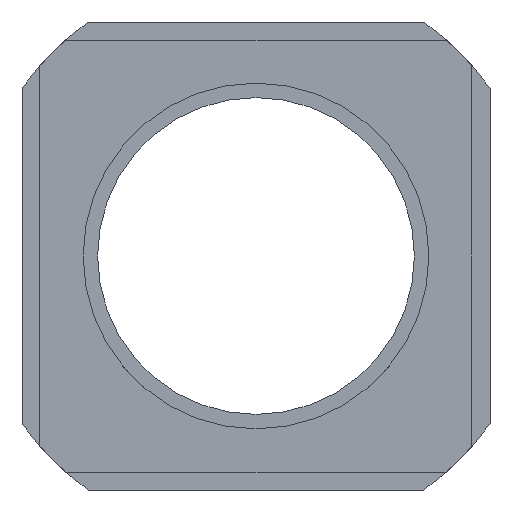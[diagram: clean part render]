
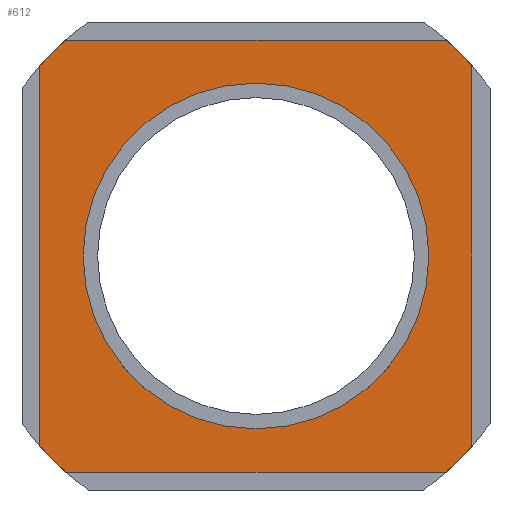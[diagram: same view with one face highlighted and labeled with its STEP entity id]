
A CAD part, left-side view. The second image highlights one B-rep face of the part: STEP entity #612.
In plain terms, the highlighted planar face has unit normal (-1, 0, 0).
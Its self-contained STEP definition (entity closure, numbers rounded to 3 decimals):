
#23=LINE($,#887,#55);
#27=LINE($,#896,#59);
#31=LINE($,#905,#63);
#35=LINE($,#914,#67);
#55=VECTOR($,#716,52.915);
#59=VECTOR($,#722,52.915);
#63=VECTOR($,#728,52.915);
#67=VECTOR($,#734,52.915);
#118=PLANE($,#683);
#153=FACE_BOUND($,#254,.T.);
#154=FACE_BOUND($,#255,.T.);
#254=EDGE_LOOP($,(#558));
#255=EDGE_LOOP($,(#559,#560,#561,#562,#563,#564,#565,#566));
#269=CIRCLE($,#634,40.);
#271=CIRCLE($,#637,40.);
#273=CIRCLE($,#640,40.);
#295=CIRCLE($,#684,24.);
#296=CIRCLE($,#685,40.);
#305=VERTEX_POINT($,#884);
#306=VERTEX_POINT($,#886);
#309=VERTEX_POINT($,#893);
#310=VERTEX_POINT($,#895);
#313=VERTEX_POINT($,#902);
#314=VERTEX_POINT($,#904);
#317=VERTEX_POINT($,#911);
#318=VERTEX_POINT($,#913);
#354=VERTEX_POINT($,#1306);
#363=EDGE_CURVE($,#306,#305,#23,.T.);
#367=EDGE_CURVE($,#310,#309,#27,.T.);
#371=EDGE_CURVE($,#314,#313,#31,.T.);
#375=EDGE_CURVE($,#318,#317,#35,.T.);
#377=EDGE_CURVE($,#314,#317,#269,.T.);
#379=EDGE_CURVE($,#310,#313,#271,.T.);
#381=EDGE_CURVE($,#306,#309,#273,.T.);
#427=EDGE_CURVE($,#354,#354,#295,.T.);
#428=EDGE_CURVE($,#318,#305,#296,.T.);
#558=ORIENTED_EDGE($,*,*,#427,.T.);
#559=ORIENTED_EDGE($,*,*,#363,.T.);
#560=ORIENTED_EDGE($,*,*,#428,.F.);
#561=ORIENTED_EDGE($,*,*,#375,.T.);
#562=ORIENTED_EDGE($,*,*,#377,.F.);
#563=ORIENTED_EDGE($,*,*,#371,.T.);
#564=ORIENTED_EDGE($,*,*,#379,.F.);
#565=ORIENTED_EDGE($,*,*,#367,.T.);
#566=ORIENTED_EDGE($,*,*,#381,.F.);
#612=ADVANCED_FACE($,(#153,#154),#118,.T.);
#634=AXIS2_PLACEMENT_3D($,#917,#738,#739);
#637=AXIS2_PLACEMENT_3D($,#920,#744,#745);
#640=AXIS2_PLACEMENT_3D($,#923,#750,#751);
#683=AXIS2_PLACEMENT_3D($,#1305,#852,#853);
#684=AXIS2_PLACEMENT_3D($,#1307,#854,#855);
#685=AXIS2_PLACEMENT_3D($,#1308,#856,#857);
#716=DIRECTION($,(0.,-1.,0.));
#722=DIRECTION($,(0.,0.,-1.));
#728=DIRECTION($,(0.,1.,0.));
#734=DIRECTION($,(0.,0.,1.));
#738=DIRECTION('center_axis',(1.,0.,0.));
#739=DIRECTION('ref_axis',(0.,1.,0.));
#744=DIRECTION('center_axis',(1.,0.,0.));
#745=DIRECTION('ref_axis',(0.,1.,0.));
#750=DIRECTION('center_axis',(1.,0.,0.));
#751=DIRECTION('ref_axis',(0.,1.,0.));
#852=DIRECTION('center_axis',(-1.,0.,0.));
#853=DIRECTION('ref_axis',(0.,0.,1.));
#854=DIRECTION('center_axis',(1.,0.,0.));
#855=DIRECTION('ref_axis',(0.,0.,-1.));
#856=DIRECTION('center_axis',(1.,0.,0.));
#857=DIRECTION('ref_axis',(0.,1.,0.));
#884=CARTESIAN_POINT('',(0.,-26.458,-30.));
#886=CARTESIAN_POINT('',(0.,26.458,-30.));
#887=CARTESIAN_POINT($,(0.,2.771,-30.));
#893=CARTESIAN_POINT('',(0.,30.,-26.458));
#895=CARTESIAN_POINT('',(0.,30.,26.458));
#896=CARTESIAN_POINT($,(0.,30.,-13.229));
#902=CARTESIAN_POINT('',(0.,26.458,30.));
#904=CARTESIAN_POINT('',(0.,-26.458,30.));
#905=CARTESIAN_POINT($,(0.,29.229,30.));
#911=CARTESIAN_POINT('',(0.,-30.,26.458));
#913=CARTESIAN_POINT('',(0.,-30.,-26.458));
#914=CARTESIAN_POINT($,(0.,-30.,13.229));
#917=CARTESIAN_POINT('Origin',(0.,0.,0.));
#920=CARTESIAN_POINT('Origin',(0.,0.,0.));
#923=CARTESIAN_POINT('Origin',(0.,0.,0.));
#1305=CARTESIAN_POINT('Origin',(0.,32.,0.));
#1306=CARTESIAN_POINT('',(0.,0.,
24.));
#1307=CARTESIAN_POINT('Origin',(0.,0.,0.));
#1308=CARTESIAN_POINT('Origin',(0.,0.,0.));
